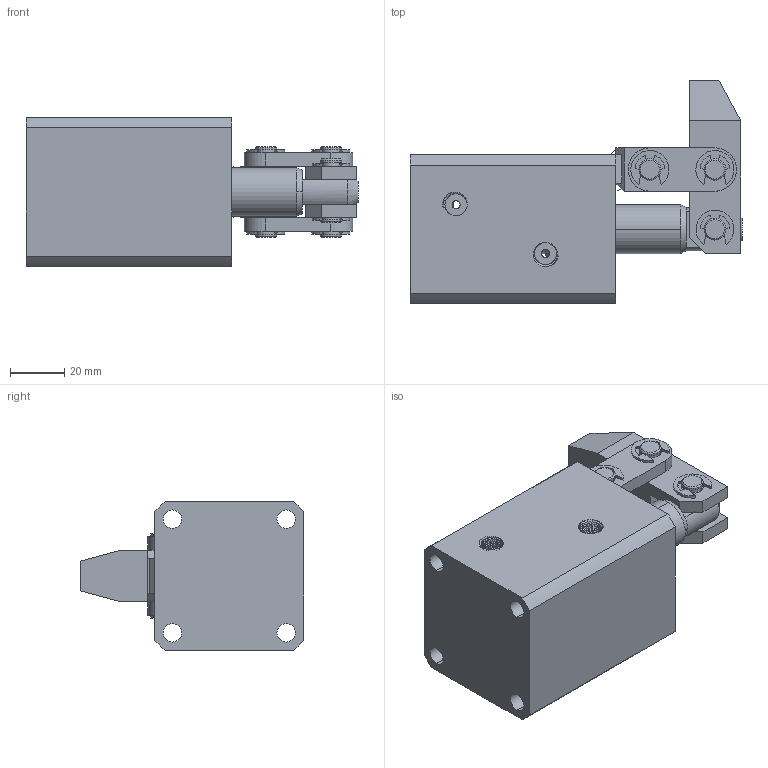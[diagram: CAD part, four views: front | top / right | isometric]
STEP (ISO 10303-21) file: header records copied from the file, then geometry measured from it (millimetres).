
FILE_DESCRIPTION (( 'STEP AP214' ), '1' );
FILE_NAME ('CHLC-25.STEP', '2019-04-14T01:54:16', ( '' ), ( '' ), 'SwSTEP 2.0', 'SolidWorks 2016', '' );
FILE_SCHEMA (( 'AUTOMOTIVE_DESIGN' ));
Length unit declared in the file: millimetre
Products named in the file (10): 揤旋; CHLC-25KKDC; CHLC-25CX; CHLC-25DX; CHLC-25HSG; CHLC-25LG; CHLC-25ZC; CHLC-25BT; CHLC-25-01_ASM; CHLC-25
Assembly tree (16 placements, depth 2):
  CHLC-25
    CHLC-25-01_ASM
    CHLC-25BT
    CHLC-25ZC
    CHLC-25LG  x2
    CHLC-25HSG
    CHLC-25DX
    CHLC-25CX  x2
    CHLC-25KKDC  x6
    揤旋
Bounding box: 122.5 x 82.5 x 55 mm (x, y, z)
Volume: 240865.1 mm3; surface area: 56728.6 mm2
Topology: 15 solids, 24 shells, 483 faces, 1341 edges, 922 vertices
Faces by surface type: cylinder 230, plane 157, bspline 66, cone 24, torus 6
Entity records: 29539 total; most frequent: CARTESIAN_POINT 20438, ORIENTED_EDGE 2059, DIRECTION 1394, EDGE_CURVE 1039, VERTEX_POINT 722, AXIS2_PLACEMENT_3D 527, B_SPLINE_CURVE_WITH_KNOTS 489, EDGE_LOOP 408
